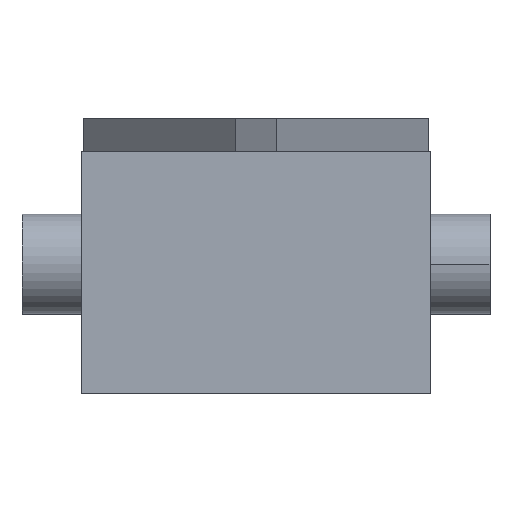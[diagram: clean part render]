
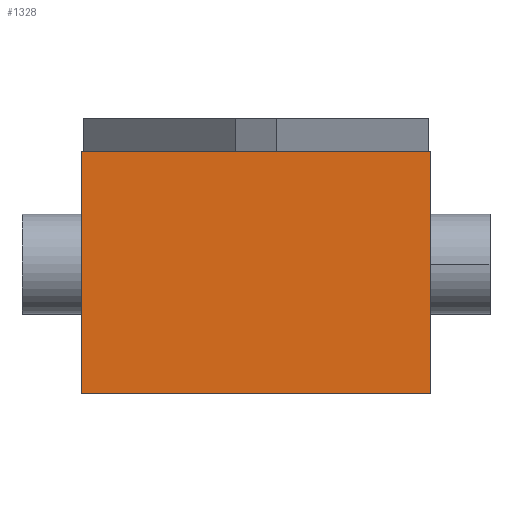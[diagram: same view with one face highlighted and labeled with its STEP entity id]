
A CAD part, left-side view. The second image highlights one B-rep face of the part: STEP entity #1328.
In plain terms, the highlighted planar face has unit normal (-1, 0, 0).
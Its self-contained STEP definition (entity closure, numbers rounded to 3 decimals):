
#27 = ORIENTED_EDGE ( 'NONE', *, *, #2367, .T. ) ;
#59 = LINE ( 'NONE', #853, #372 ) ;
#107 = EDGE_CURVE ( 'NONE', #1420, #1333, #635, .T. ) ;
#144 = EDGE_CURVE ( 'NONE', #1333, #2068, #1581, .T. ) ;
#182 = ORIENTED_EDGE ( 'NONE', *, *, #356, .F. ) ;
#183 = LINE ( 'NONE', #2645, #2636 ) ;
#203 = CARTESIAN_POINT ( 'NONE',  ( 0., 0., 14.5 ) ) ;
#274 = VECTOR ( 'NONE', #1769, 1000. ) ;
#356 = EDGE_CURVE ( 'NONE', #2068, #1462, #183, .T. ) ;
#372 = VECTOR ( 'NONE', #1109, 1000. ) ;
#540 = AXIS2_PLACEMENT_3D ( 'NONE', #203, #2226, #2441 ) ;
#593 = CARTESIAN_POINT ( 'NONE',  ( 0., 20.9, 29. ) ) ;
#635 = LINE ( 'NONE', #1460, #1521 ) ;
#791 = FACE_OUTER_BOUND ( 'NONE', #1911, .T. ) ;
#814 = ORIENTED_EDGE ( 'NONE', *, *, #144, .F. ) ;
#825 = DIRECTION ( 'NONE',  ( 0., 0., -1. ) ) ;
#853 = CARTESIAN_POINT ( 'NONE',  ( 0., 23.275, 0. ) ) ;
#1021 = CARTESIAN_POINT ( 'NONE',  ( 0., 0., 29. ) ) ;
#1109 = DIRECTION ( 'NONE',  ( 0., -1., 0. ) ) ;
#1328 = ADVANCED_FACE ( 'NONE', ( #791 ), #1402, .F. ) ;
#1333 = VERTEX_POINT ( 'NONE', #593 ) ;
#1402 = PLANE ( 'NONE',  #540 ) ;
#1420 = VERTEX_POINT ( 'NONE', #1483 ) ;
#1460 = CARTESIAN_POINT ( 'NONE',  ( 0., 20.9, 14.5 ) ) ;
#1462 = VERTEX_POINT ( 'NONE', #2504 ) ;
#1483 = CARTESIAN_POINT ( 'NONE',  ( 0., 20.9, 0. ) ) ;
#1521 = VECTOR ( 'NONE', #2483, 1000. ) ;
#1581 = LINE ( 'NONE', #1021, #274 ) ;
#1769 = DIRECTION ( 'NONE',  ( 0., -1., 0. ) ) ;
#1911 = EDGE_LOOP ( 'NONE', ( #814, #2113, #27, #182 ) ) ;
#2068 = VERTEX_POINT ( 'NONE', #2593 ) ;
#2113 = ORIENTED_EDGE ( 'NONE', *, *, #107, .F. ) ;
#2226 = DIRECTION ( 'NONE',  ( 1., 0., 0. ) ) ;
#2367 = EDGE_CURVE ( 'NONE', #1420, #1462, #59, .T. ) ;
#2441 = DIRECTION ( 'NONE',  ( 0., -1., 0. ) ) ;
#2483 = DIRECTION ( 'NONE',  ( 0., 0., 1. ) ) ;
#2504 = CARTESIAN_POINT ( 'NONE',  ( 0., -20.9, 0. ) ) ;
#2593 = CARTESIAN_POINT ( 'NONE',  ( 0., -20.9, 29. ) ) ;
#2636 = VECTOR ( 'NONE', #825, 1000. ) ;
#2645 = CARTESIAN_POINT ( 'NONE',  ( 0., -20.9, 14.5 ) ) ;
